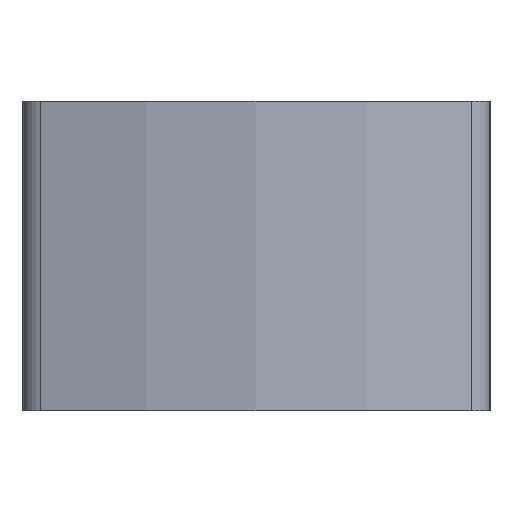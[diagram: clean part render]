
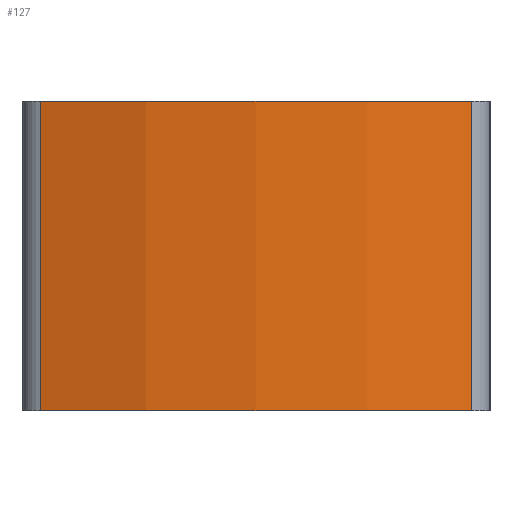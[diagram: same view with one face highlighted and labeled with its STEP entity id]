
A CAD part, left-side view. The second image highlights one B-rep face of the part: STEP entity #127.
In plain terms, the highlighted cylindrical face has radius 92.5 mm (diameter 185 mm), a partial arc.
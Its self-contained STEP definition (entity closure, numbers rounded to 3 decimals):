
#127=ADVANCED_FACE('240[2]',(#385),#386,.T.);
#149=EDGE_CURVE('240[2]',#433,#434,#435,.T.);
#219=EDGE_CURVE('240[2]',#434,#445,#540,.T.);
#293=EDGE_CURVE('240[2]',#445,#437,#644,.T.);
#295=EDGE_CURVE('240[2]',#433,#437,#646,.T.);
#385=FACE_OUTER_BOUND('',#756,.T.);
#386=CYLINDRICAL_SURFACE('',#757,92.5);
#433=VERTEX_POINT('',#812);
#434=VERTEX_POINT('',#813);
#435=LINE('',#814,#815);
#437=VERTEX_POINT('',#818);
#445=VERTEX_POINT('',#829);
#540=CIRCLE('',#951,92.5);
#644=LINE('',#1088,#1089);
#646=CIRCLE('',#1092,92.5);
#756=EDGE_LOOP('',(#1231,#1232,#1233,#1234));
#757=AXIS2_PLACEMENT_3D('',#1235,#1236,#1237);
#812=CARTESIAN_POINT('',(-297.023,31.356,0.0));
#813=CARTESIAN_POINT('',(-297.023,31.356,45.0));
#814=CARTESIAN_POINT('',(-297.023,31.356,0.0));
#815=VECTOR('',#1295,45.0);
#818=CARTESIAN_POINT('',(-297.023,-31.356,0.0));
#829=CARTESIAN_POINT('',(-297.023,-31.356,45.0));
#951=AXIS2_PLACEMENT_3D('',#1405,#1406,#1407);
#1088=CARTESIAN_POINT('',(-297.023,-31.356,0.0));
#1089=VECTOR('',#1538,45.0);
#1092=AXIS2_PLACEMENT_3D('',#1539,#1540,#1541);
#1231=ORIENTED_EDGE('',*,*,#149,.F.);
#1232=ORIENTED_EDGE('',*,*,#295,.T.);
#1233=ORIENTED_EDGE('',*,*,#293,.F.);
#1234=ORIENTED_EDGE('',*,*,#219,.F.);
#1235=CARTESIAN_POINT('',(-210.0,0.,0.0));
#1236=DIRECTION('',(0.0,0.0,1.0));
#1237=DIRECTION('',(-0.93,0.368,0.0));
#1295=DIRECTION('',(0.0,0.0,1.0));
#1405=CARTESIAN_POINT('',(-210.0,0.,45.0));
#1406=DIRECTION('',(0.0,0.0,1.0));
#1407=DIRECTION('',(-0.93,0.368,0.0));
#1538=DIRECTION('',(0.0,0.0,-1.0));
#1539=CARTESIAN_POINT('',(-210.0,0.,0.0));
#1540=DIRECTION('',(0.0,0.0,1.0));
#1541=DIRECTION('',(-0.93,0.368,0.0));
